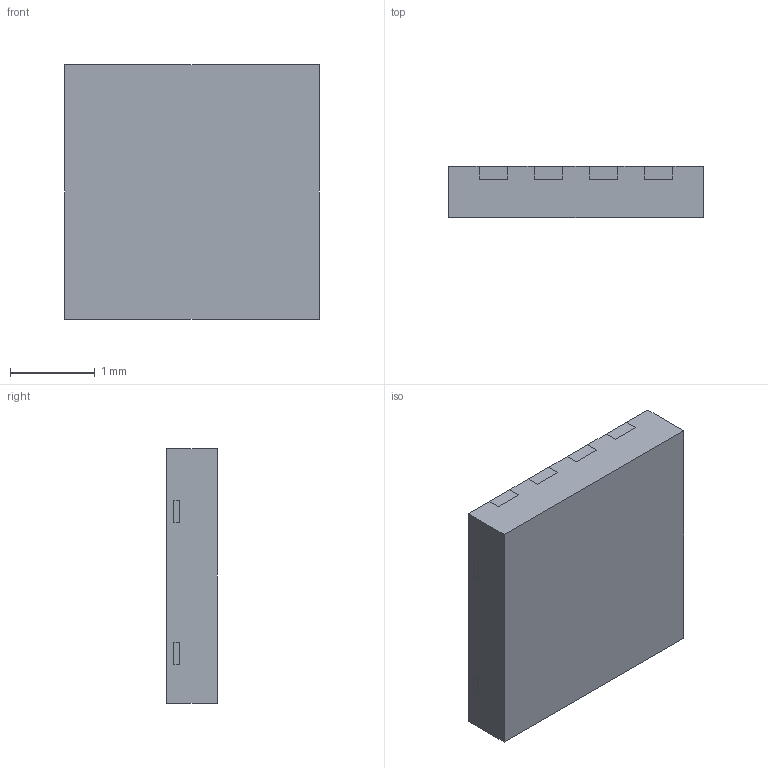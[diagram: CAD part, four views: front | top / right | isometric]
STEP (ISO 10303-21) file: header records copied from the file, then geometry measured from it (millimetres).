
FILE_DESCRIPTION(/* description */ (''),/* implementation_level */ '2;1');
FILE_NAME(/* name */ 'DFN3030-8_STP',/* time_stamp */ '2020-07-31T16:41:04+08:00',/* author */ ('Wei Wu'),/* organization */ ('Diodes'),/* preprocessor_version */ 'ST-DEVELOPER v16.7',/* originating_system */ 'DEX',/* authorisation */ $);
FILE_SCHEMA (('AUTOMOTIVE_DESIGN {1 0 10303 214 3 1 1}'));
Length unit declared in the file: millimetre
Products named in the file (3): 3030p8; compound; LF
Assembly tree (2 placements, depth 2):
  3030p8
    compound
    LF
Bounding box: 3 x 0.6 x 3 mm (x, y, z)
Volume: 5.4 mm3; surface area: 47.3 mm2
Topology: 6 solids, 6 shells, 196 faces, 564 edges, 376 vertices
Faces by surface type: plane 152, cylinder 44
Entity records: 7168 total; most frequent: CARTESIAN_POINT 1139, ORIENTED_EDGE 1128, DIRECTION 1050, EDGE_CURVE 564, LINE 476, VECTOR 476, VERTEX_POINT 376, AXIS2_PLACEMENT_3D 287
